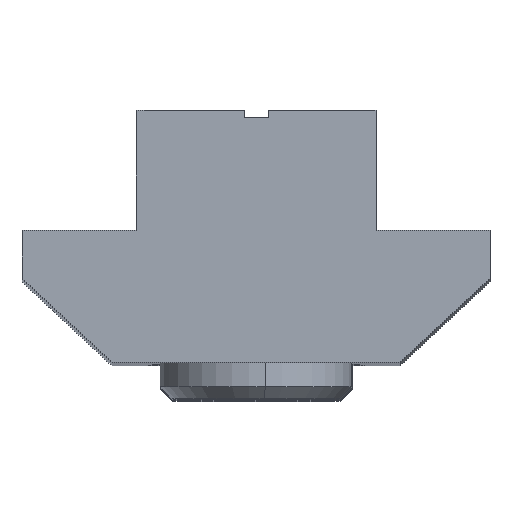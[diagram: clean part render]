
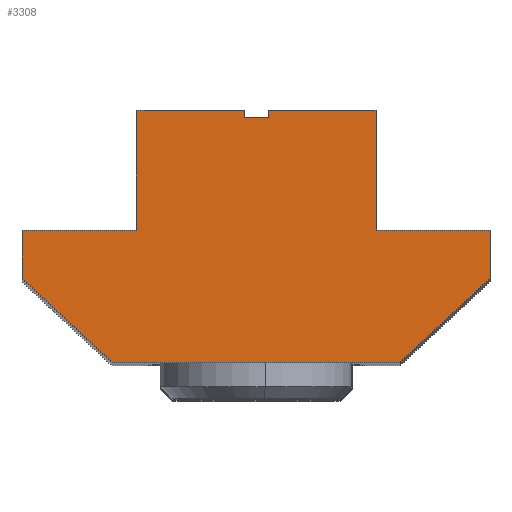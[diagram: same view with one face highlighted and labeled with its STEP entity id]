
A CAD part, top view. The second image highlights one B-rep face of the part: STEP entity #3308.
In plain terms, the highlighted planar face has unit normal (0, 0, 1).
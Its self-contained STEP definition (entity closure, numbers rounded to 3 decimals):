
#22 = CARTESIAN_POINT ( 'NONE',  ( -0.5, 4.95, 40. ) ) ;
#57 = EDGE_CURVE ( 'NONE', #290, #2360, #652, .T. ) ;
#65 = VECTOR ( 'NONE', #1027, 1000. ) ;
#90 = LINE ( 'NONE', #2808, #2837 ) ;
#162 = ORIENTED_EDGE ( 'NONE', *, *, #2537, .T. ) ;
#165 = EDGE_CURVE ( 'NONE', #1997, #1707, #2427, .T. ) ;
#172 = VERTEX_POINT ( 'NONE', #1379 ) ;
#195 = ORIENTED_EDGE ( 'NONE', *, *, #2570, .T. ) ;
#196 = VECTOR ( 'NONE', #2951, 1000. ) ;
#197 = DIRECTION ( 'NONE',  ( 0., -1., 0. ) ) ;
#198 = LINE ( 'NONE', #2549, #1618 ) ;
#258 = CARTESIAN_POINT ( 'NONE',  ( -9.75, -1.75, 40. ) ) ;
#290 = VERTEX_POINT ( 'NONE', #2447 ) ;
#318 = ORIENTED_EDGE ( 'NONE', *, *, #2069, .T. ) ;
#346 = DIRECTION ( 'NONE',  ( 1., 0., 0. ) ) ;
#356 = VERTEX_POINT ( 'NONE', #2390 ) ;
#405 = DIRECTION ( 'NONE',  ( 1., 0., 0. ) ) ;
#533 = EDGE_CURVE ( 'NONE', #2755, #1022, #2025, .T. ) ;
#546 = CARTESIAN_POINT ( 'NONE',  ( 5., 5.25, 40. ) ) ;
#633 = LINE ( 'NONE', #955, #3379 ) ;
#647 = EDGE_CURVE ( 'NONE', #1707, #356, #198, .T. ) ;
#652 = LINE ( 'NONE', #2597, #3315 ) ;
#676 = VECTOR ( 'NONE', #3422, 1000. ) ;
#723 = PLANE ( 'NONE',  #2007 ) ;
#752 = EDGE_LOOP ( 'NONE', ( #195, #1804, #318, #2640, #3186, #2237, #162, #2154, #3325, #1716, #807, #3036, #1908, #1019 ) ) ;
#807 = ORIENTED_EDGE ( 'NONE', *, *, #2999, .T. ) ;
#841 = CARTESIAN_POINT ( 'NONE',  ( 6., -5.25, 40. ) ) ;
#879 = LINE ( 'NONE', #546, #2216 ) ;
#920 = CARTESIAN_POINT ( 'NONE',  ( 9.75, 0.25, 40. ) ) ;
#955 = CARTESIAN_POINT ( 'NONE',  ( -5., 5.25, 40. ) ) ;
#1019 = ORIENTED_EDGE ( 'NONE', *, *, #533, .F. ) ;
#1022 = VERTEX_POINT ( 'NONE', #1650 ) ;
#1027 = DIRECTION ( 'NONE',  ( 0., 1., 0. ) ) ;
#1041 = EDGE_CURVE ( 'NONE', #172, #3294, #2388, .T. ) ;
#1069 = LINE ( 'NONE', #2744, #1696 ) ;
#1094 = CARTESIAN_POINT ( 'NONE',  ( 0.5, 4.95, 40. ) ) ;
#1175 = EDGE_CURVE ( 'NONE', #3154, #3255, #2800, .T. ) ;
#1178 = CARTESIAN_POINT ( 'NONE',  ( -6., -5.25, 40. ) ) ;
#1214 = CARTESIAN_POINT ( 'NONE',  ( 0.5, 5.25, 40. ) ) ;
#1281 = DIRECTION ( 'NONE',  ( 0., 0., 1. ) ) ;
#1370 = CARTESIAN_POINT ( 'NONE',  ( 0., 0., 40. ) ) ;
#1379 = CARTESIAN_POINT ( 'NONE',  ( 5., 5.25, 40. ) ) ;
#1398 = CARTESIAN_POINT ( 'NONE',  ( -5., 5.25, 40. ) ) ;
#1403 = LINE ( 'NONE', #1094, #65 ) ;
#1468 = CARTESIAN_POINT ( 'NONE',  ( -0.5, 5.25, 40. ) ) ;
#1504 = DIRECTION ( 'NONE',  ( 0.731, 0.682, 0. ) ) ;
#1514 = CARTESIAN_POINT ( 'NONE',  ( -9.75, -1.75, 40. ) ) ;
#1584 = CARTESIAN_POINT ( 'NONE',  ( 9.75, -1.75, 40. ) ) ;
#1600 = DIRECTION ( 'NONE',  ( 0.731, -0.682, 0. ) ) ;
#1616 = DIRECTION ( 'NONE',  ( -1., 0., 0. ) ) ;
#1618 = VECTOR ( 'NONE', #2483, 1000. ) ;
#1650 = CARTESIAN_POINT ( 'NONE',  ( 0.5, 4.95, 40. ) ) ;
#1696 = VECTOR ( 'NONE', #346, 1000. ) ;
#1707 = VERTEX_POINT ( 'NONE', #920 ) ;
#1715 = VERTEX_POINT ( 'NONE', #1178 ) ;
#1716 = ORIENTED_EDGE ( 'NONE', *, *, #647, .T. ) ;
#1804 = ORIENTED_EDGE ( 'NONE', *, *, #1175, .T. ) ;
#1839 = DIRECTION ( 'NONE',  ( -1., 0., 0. ) ) ;
#1882 = CARTESIAN_POINT ( 'NONE',  ( 9.75, 0.25, 40. ) ) ;
#1887 = EDGE_CURVE ( 'NONE', #2708, #1997, #2006, .T. ) ;
#1908 = ORIENTED_EDGE ( 'NONE', *, *, #3275, .F. ) ;
#1993 = EDGE_CURVE ( 'NONE', #2008, #290, #90, .T. ) ;
#1997 = VERTEX_POINT ( 'NONE', #1584 ) ;
#2006 = LINE ( 'NONE', #3347, #2882 ) ;
#2007 = AXIS2_PLACEMENT_3D ( 'NONE', #1370, #1281, #405 ) ;
#2008 = VERTEX_POINT ( 'NONE', #3079 ) ;
#2025 = LINE ( 'NONE', #3374, #2739 ) ;
#2069 = EDGE_CURVE ( 'NONE', #3255, #2008, #633, .T. ) ;
#2154 = ORIENTED_EDGE ( 'NONE', *, *, #1887, .T. ) ;
#2216 = VECTOR ( 'NONE', #3167, 1000. ) ;
#2237 = ORIENTED_EDGE ( 'NONE', *, *, #2967, .T. ) ;
#2315 = LINE ( 'NONE', #22, #196 ) ;
#2358 = VECTOR ( 'NONE', #2584, 1000. ) ;
#2360 = VERTEX_POINT ( 'NONE', #1514 ) ;
#2386 = VECTOR ( 'NONE', #1600, 1000. ) ;
#2388 = LINE ( 'NONE', #1398, #3015 ) ;
#2390 = CARTESIAN_POINT ( 'NONE',  ( 5., 0.25, 40. ) ) ;
#2427 = LINE ( 'NONE', #1882, #2358 ) ;
#2447 = CARTESIAN_POINT ( 'NONE',  ( -9.75, 0.25, 40. ) ) ;
#2483 = DIRECTION ( 'NONE',  ( -1., 0., 0. ) ) ;
#2537 = EDGE_CURVE ( 'NONE', #1715, #2708, #1069, .T. ) ;
#2549 = CARTESIAN_POINT ( 'NONE',  ( 5., 0.25, 40. ) ) ;
#2570 = EDGE_CURVE ( 'NONE', #2755, #3154, #2315, .T. ) ;
#2584 = DIRECTION ( 'NONE',  ( 0., 1., 0. ) ) ;
#2597 = CARTESIAN_POINT ( 'NONE',  ( -9.75, 0.25, 40. ) ) ;
#2640 = ORIENTED_EDGE ( 'NONE', *, *, #1993, .T. ) ;
#2708 = VERTEX_POINT ( 'NONE', #841 ) ;
#2739 = VECTOR ( 'NONE', #3420, 1000. ) ;
#2744 = CARTESIAN_POINT ( 'NONE',  ( 6., -5.25, 40. ) ) ;
#2755 = VERTEX_POINT ( 'NONE', #3215 ) ;
#2800 = LINE ( 'NONE', #3369, #676 ) ;
#2808 = CARTESIAN_POINT ( 'NONE',  ( -9.75, 0.25, 40. ) ) ;
#2837 = VECTOR ( 'NONE', #1839, 1000. ) ;
#2882 = VECTOR ( 'NONE', #1504, 1000. ) ;
#2951 = DIRECTION ( 'NONE',  ( 0., 1., 0. ) ) ;
#2967 = EDGE_CURVE ( 'NONE', #2360, #1715, #3175, .T. ) ;
#2999 = EDGE_CURVE ( 'NONE', #356, #172, #879, .T. ) ;
#3015 = VECTOR ( 'NONE', #1616, 1000. ) ;
#3036 = ORIENTED_EDGE ( 'NONE', *, *, #1041, .T. ) ;
#3079 = CARTESIAN_POINT ( 'NONE',  ( -5., 0.25, 40. ) ) ;
#3154 = VERTEX_POINT ( 'NONE', #1468 ) ;
#3167 = DIRECTION ( 'NONE',  ( 0., 1., 0. ) ) ;
#3175 = LINE ( 'NONE', #258, #2386 ) ;
#3186 = ORIENTED_EDGE ( 'NONE', *, *, #57, .T. ) ;
#3203 = CARTESIAN_POINT ( 'NONE',  ( -5., 5.25, 40. ) ) ;
#3215 = CARTESIAN_POINT ( 'NONE',  ( -0.5, 4.95, 40. ) ) ;
#3255 = VERTEX_POINT ( 'NONE', #3203 ) ;
#3275 = EDGE_CURVE ( 'NONE', #1022, #3294, #1403, .T. ) ;
#3294 = VERTEX_POINT ( 'NONE', #1214 ) ;
#3308 = ADVANCED_FACE ( 'NONE', ( #3442 ), #723, .T. ) ;
#3315 = VECTOR ( 'NONE', #197, 1000. ) ;
#3325 = ORIENTED_EDGE ( 'NONE', *, *, #165, .T. ) ;
#3342 = DIRECTION ( 'NONE',  ( 0., -1., 0. ) ) ;
#3347 = CARTESIAN_POINT ( 'NONE',  ( 9.75, -1.75, 40. ) ) ;
#3369 = CARTESIAN_POINT ( 'NONE',  ( -5., 5.25, 40. ) ) ;
#3374 = CARTESIAN_POINT ( 'NONE',  ( -0.5, 4.95, 40. ) ) ;
#3379 = VECTOR ( 'NONE', #3342, 1000. ) ;
#3420 = DIRECTION ( 'NONE',  ( 1., 0., 0. ) ) ;
#3422 = DIRECTION ( 'NONE',  ( -1., 0., 0. ) ) ;
#3442 = FACE_OUTER_BOUND ( 'NONE', #752, .T. ) ;
